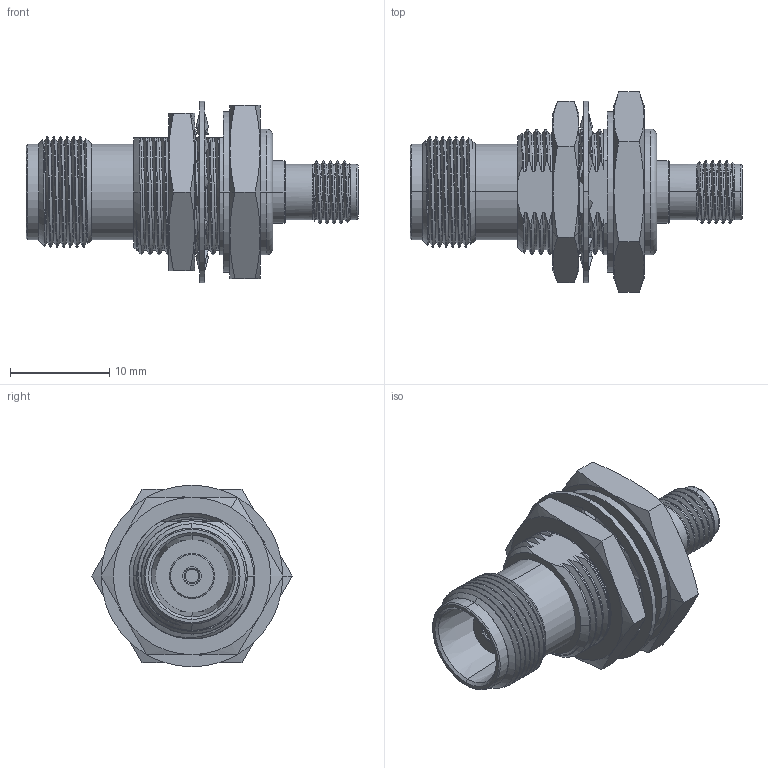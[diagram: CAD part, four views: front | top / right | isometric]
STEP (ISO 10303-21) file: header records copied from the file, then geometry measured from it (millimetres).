
FILE_DESCRIPTION (( 'STEP AP203' ), '1' );
FILE_NAME ('SM4757.step', '2019-04-18T18:43:17', ( '' ), ( '' ), 'SwSTEP 2.0', 'SolidWorks 2018', '' );
FILE_SCHEMA (( 'CONFIG_CONTROL_DESIGN' ));
Length unit declared in the file: inch
Products named in the file (1): SM4757
Bounding box: 33.5 x 20.21 x 18.34 mm (x, y, z)
Volume: 3144.2 mm3; surface area: 3377.7 mm2
Topology: 4 solids, 4 shells, 330 faces, 895 edges, 587 vertices
Faces by surface type: cylinder 110, bspline 82, plane 71, cone 63, torus 4
Entity records: 26146 total; most frequent: CARTESIAN_POINT 18942, ORIENTED_EDGE 1790, DIRECTION 1123, EDGE_CURVE 895, VERTEX_POINT 587, AXIS2_PLACEMENT_3D 447, EDGE_LOOP 350, FACE_OUTER_BOUND 330
